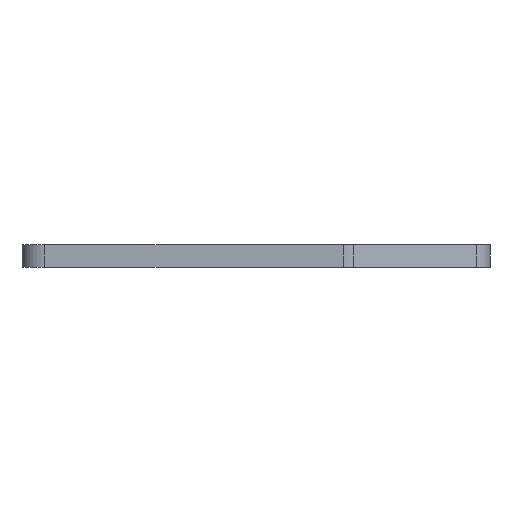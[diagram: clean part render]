
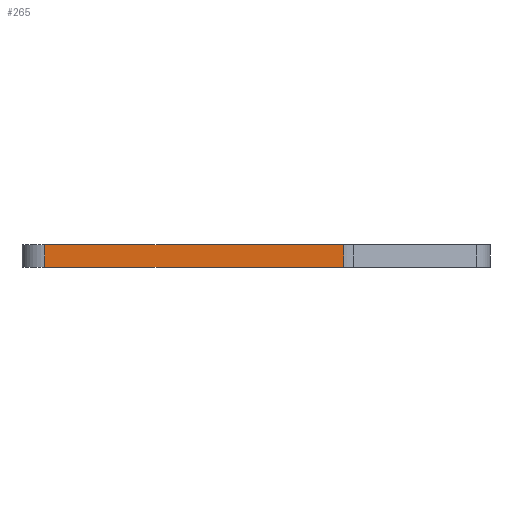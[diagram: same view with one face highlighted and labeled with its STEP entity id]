
A CAD part, left-side view. The second image highlights one B-rep face of the part: STEP entity #265.
In plain terms, the highlighted planar face has unit normal (-1, 0, 0).
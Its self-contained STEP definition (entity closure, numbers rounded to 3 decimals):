
#265=ADVANCED_FACE('',(#720),#722,.T.);
#720=FACE_BOUND('',#721,.T.);
#721=EDGE_LOOP('',(#1092,#1093,#1094,#1095));
#722=PLANE('',#723);
#723=AXIS2_PLACEMENT_3D('',#724,#725,#726);
#724=CARTESIAN_POINT('',(-29.,17.,0.));
#725=DIRECTION('',(-1.,0.,0.));
#726=DIRECTION('',(0.,-1.,0.));
#1092=ORIENTED_EDGE('',*,*,#1357,.T.);
#1093=ORIENTED_EDGE('',*,*,#1358,.T.);
#1094=ORIENTED_EDGE('',*,*,#1262,.F.);
#1095=ORIENTED_EDGE('',*,*,#1356,.F.);
#1262=EDGE_CURVE('',#1417,#1419,#1420,.T.);
#1356=EDGE_CURVE('',#1583,#1417,#1585,.T.);
#1357=EDGE_CURVE('',#1583,#1586,#1587,.T.);
#1358=EDGE_CURVE('',#1586,#1419,#1588,.T.);
#1417=VERTEX_POINT('',#1677);
#1419=VERTEX_POINT('',#1682);
#1420=LINE('',#1683,#1684);
#1583=VERTEX_POINT('',#2063);
#1585=LINE('',#2068,#2069);
#1586=VERTEX_POINT('',#2071);
#1587=LINE('',#2072,#2073);
#1588=LINE('',#2075,#2076);
#1677=CARTESIAN_POINT('',(-29.,17.,3.));
#1682=CARTESIAN_POINT('',(-29.,-22.603,3.));
#1683=CARTESIAN_POINT('',(-29.,17.,3.));
#1684=VECTOR('',#1685,1.);
#1685=DIRECTION('',(0.,-1.,0.));
#2063=CARTESIAN_POINT('',(-29.,17.,0.));
#2068=CARTESIAN_POINT('',(-29.,17.,0.));
#2069=VECTOR('',#2070,1.);
#2070=DIRECTION('',(0.,0.,1.));
#2071=CARTESIAN_POINT('',(-29.,-22.603,0.));
#2072=CARTESIAN_POINT('',(-29.,17.,0.));
#2073=VECTOR('',#2074,1.);
#2074=DIRECTION('',(0.,-1.,0.));
#2075=CARTESIAN_POINT('',(-29.,-22.603,0.));
#2076=VECTOR('',#2077,1.);
#2077=DIRECTION('',(0.,0.,1.));
